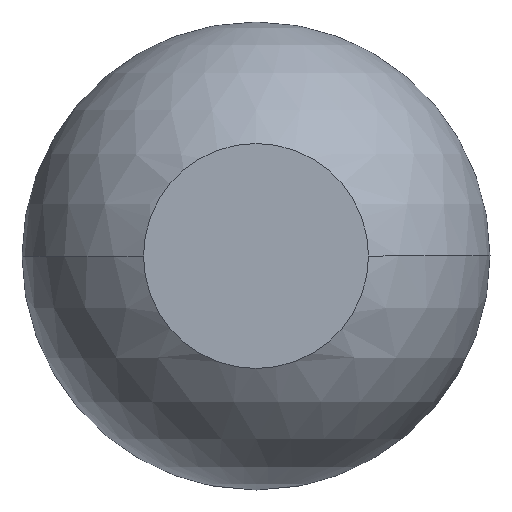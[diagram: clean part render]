
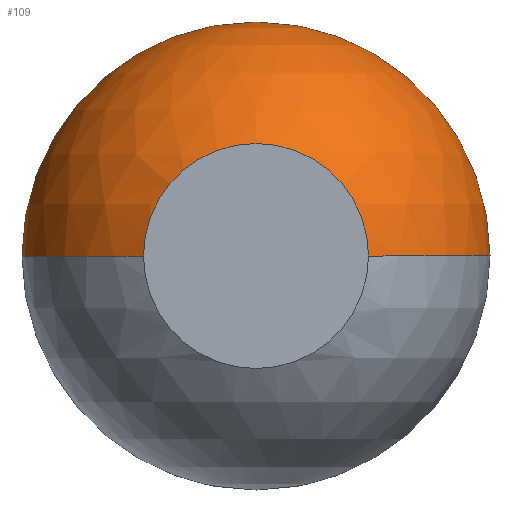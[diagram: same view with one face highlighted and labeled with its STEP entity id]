
A CAD part, front view. The second image highlights one B-rep face of the part: STEP entity #109.
In plain terms, the highlighted spherical face has radius 26 mm.
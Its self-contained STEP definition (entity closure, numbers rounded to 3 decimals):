
#27=CARTESIAN_POINT('POINT3',(12.5,-22.798,
   0.));
#28=VERTEX_POINT('VERTEX3',#27);
#29=CARTESIAN_POINT('POINT4',(-12.5,-22.798,
   0.));
#30=VERTEX_POINT('VERTEX4',#29);
#31=CARTESIAN_POINT('POS4',(0.,-22.798,0.));
#32=DIRECTION('DIR7',(0.,-1.,0.));
#33=DIRECTION('DIR8',(-1.,0.,0.));
#34=AXIS2_PLACEMENT_3D('AXIS4',#31,#32,#33);
#35=CIRCLE('ELLIPSE3',#34,12.5);
#36=EDGE_CURVE('EDGE3',#28,#30,#35,.T.);
#72=CARTESIAN_POINT('POINT5',(26.,0.,
   0.));
#73=VERTEX_POINT('VERTEX5',#72);
#74=CARTESIAN_POINT('POINT6',(0.,0.,26.));
#75=VERTEX_POINT('VERTEX6',#74);
#76=CARTESIAN_POINT('POS9',(0.,0.,0.));
#77=DIRECTION('DIR15',(0.,-1.,0.));
#78=DIRECTION('DIR16',(0.,0.,1.));
#79=AXIS2_PLACEMENT_3D('AXIS7',#76,#77,#78);
#80=CIRCLE('ELLIPSE5',#79,26.);
#81=EDGE_CURVE('EDGE7',#73,#75,#80,.T.);
#82=ORIENTED_EDGE('COEDGE11',*,*,#81,.T.);
#83=CARTESIAN_POINT('POINT7',(-26.,0.,
   0.));
#84=VERTEX_POINT('VERTEX7',#83);
#85=EDGE_CURVE('EDGE8',#75,#84,#80,.T.);
#86=ORIENTED_EDGE('COEDGE12',*,*,#85,.T.);
#87=CARTESIAN_POINT('POS10',(0.,0.,0.));
#88=DIRECTION('DIR17',(0.,0.,
   -1.));
#89=DIRECTION('DIR18',(-0.481,-0.877,
   0.));
#90=AXIS2_PLACEMENT_3D('AXIS8',#87,#88,#89);
#91=CIRCLE('ELLIPSE6',#90,26.);
#92=EDGE_CURVE('EDGE9',#30,#84,#91,.T.);
#93=ORIENTED_EDGE('COEDGE13',*,*,#92,.F.);
#94=ORIENTED_EDGE('COEDGE14',*,*,#36,.F.);
#95=CARTESIAN_POINT('POS11',(0.,0.,0.));
#96=DIRECTION('DIR19',(0.,0.,
   1.));
#97=DIRECTION('DIR20',(0.481,-0.877,
   0.));
#98=AXIS2_PLACEMENT_3D('AXIS9',#95,#96,#97);
#99=CIRCLE('ELLIPSE7',#98,26.);
#100=EDGE_CURVE('EDGE10',#28,#73,#99,.T.);
#101=ORIENTED_EDGE('COEDGE15',*,*,#100,.T.);
#102=EDGE_LOOP('NONE',(#82,#86,#93,#94,#101));
#103=FACE_BOUND('LOOP1',#102,.T.);
#104=CARTESIAN_POINT('POS12',(0.,0.,0.));
#105=DIRECTION('DIR21',(0.,0.,1.));
#106=DIRECTION('DIR22',(1.,0.,0.));
#107=AXIS2_PLACEMENT_3D('AXIS10',#104,#105,#106);
#108=SPHERICAL_SURFACE('SPHERE_SURF1',#107,26.);
#109=ADVANCED_FACE('FACE4',(#103),#108,.T.);
